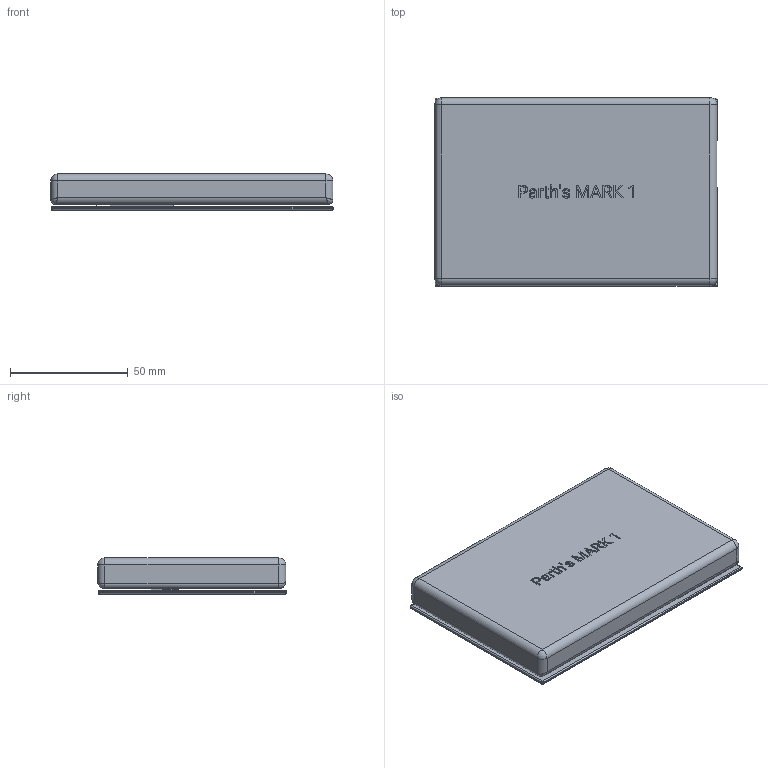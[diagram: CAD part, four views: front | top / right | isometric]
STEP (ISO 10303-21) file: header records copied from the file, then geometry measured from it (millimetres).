
FILE_DESCRIPTION(/* description */ ('STEP AP242 Edition 2','CAx-IF Rec.Pracs.---Representation and Presentation of Product Manufacturing Information (PMI)---4.0---2014-10-13','CAx-IF Rec.Pracs.---3D Tessellated Geometry---0.4---2014-09-14','2;1','CAx-IF Rec.Pracs.---User Defined Attributes---1.5---2016-08-15'),/* implementation_level */ '2;1');
FILE_NAME(/* name */ '694f88736c221c266c06e243',/* time_stamp */ '2025-12-27T07:19:16Z',/* author */ (''),/* organization */ (''),/* preprocessor_version */ 'ST-DEVELOPER v20',/* originating_system */ 'ONSHAPE BY PTC INC, 1.208',/* authorisation */ ' ');
FILE_SCHEMA (('AP242_MANAGED_MODEL_BASED_3D_ENGINEERING_MIM_LF { 1 0 10303 442 3 1 4 }'));
Length unit declared in the file: metre
Products named in the file (5): Assembly 1; Part 1; OLED_0.91_128x32; Parth's Hackpad_PCB
Assembly tree (3 placements, depth 2):
  Assembly 1
    Part 1
    OLED_0.91_128x32
    Part 1
  Parth's Hackpad_PCB
Bounding box: 120.06 x 80.21 x 15.39 mm (x, y, z)
Volume: 104997.5 mm3; surface area: 52975.9 mm2
Topology: 4 solids, 4 shells, 658 faces, 1787 edges, 1157 vertices
Faces by surface type: plane 327, cylinder 175, bspline 134, sphere 22
Full cylindrical faces by diameter (mm): 0.3 x11, 0.889 x14, 1 x13, 1.5 x8, 1.7 x8, 2 x8, 3.4 x4, 4 x4, 6 x4
Entity records: 21625 total; most frequent: CARTESIAN_POINT 5311, ORIENTED_EDGE 3366, DIRECTION 2790, EDGE_CURVE 1683, VERTEX_POINT 1149, LINE 994, VECTOR 994, EDGE_LOOP 914
